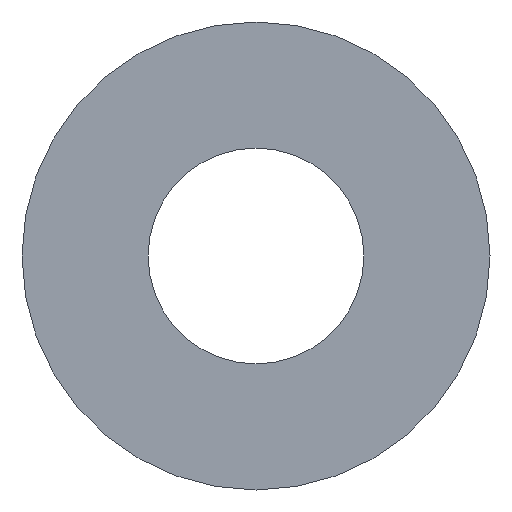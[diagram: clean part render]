
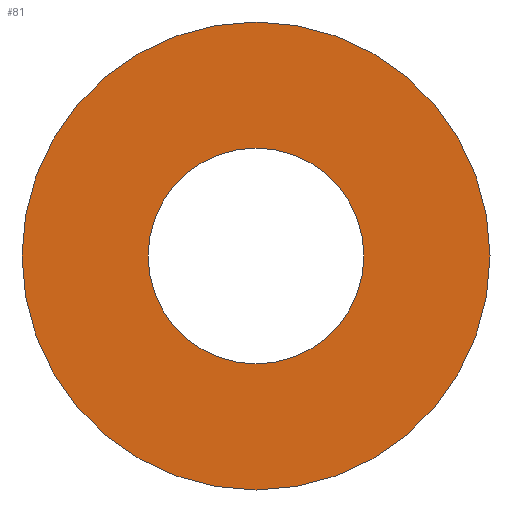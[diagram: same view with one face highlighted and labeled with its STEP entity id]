
A CAD part, front view. The second image highlights one B-rep face of the part: STEP entity #81.
In plain terms, the highlighted planar face has unit normal (0, -1, 0).
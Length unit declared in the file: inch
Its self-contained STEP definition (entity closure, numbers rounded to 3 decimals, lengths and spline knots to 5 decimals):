
#21=FACE_BOUND('',#28,.T.);
#23=FACE_OUTER_BOUND('',#27,.T.);
#27=EDGE_LOOP('',(#59,#60));
#28=EDGE_LOOP('',(#61,#62));
#33=CIRCLE('',#106,0.1875);
#34=CIRCLE('',#107,0.1875);
#35=CIRCLE('',#108,0.0865);
#36=CIRCLE('',#109,0.0865);
#41=VERTEX_POINT('',#147);
#42=VERTEX_POINT('',#148);
#43=VERTEX_POINT('',#151);
#44=VERTEX_POINT('',#152);
#49=EDGE_CURVE('',#41,#42,#33,.T.);
#50=EDGE_CURVE('',#42,#41,#34,.T.);
#51=EDGE_CURVE('',#43,#44,#35,.T.);
#52=EDGE_CURVE('',#44,#43,#36,.T.);
#59=ORIENTED_EDGE('',*,*,#49,.F.);
#60=ORIENTED_EDGE('',*,*,#50,.F.);
#61=ORIENTED_EDGE('',*,*,#51,.T.);
#62=ORIENTED_EDGE('',*,*,#52,.T.);
#79=PLANE('',#105);
#81=ADVANCED_FACE('',(#23,#21),#79,.F.);
#105=AXIS2_PLACEMENT_3D('',#146,#119,#120);
#106=AXIS2_PLACEMENT_3D('',#149,#121,#122);
#107=AXIS2_PLACEMENT_3D('',#150,#123,#124);
#108=AXIS2_PLACEMENT_3D('',#153,#125,#126);
#109=AXIS2_PLACEMENT_3D('',#154,#127,#128);
#119=DIRECTION('center_axis',(0.,1.,0.));
#120=DIRECTION('ref_axis',(0.,0.,1.));
#121=DIRECTION('center_axis',(0.,1.,0.));
#122=DIRECTION('ref_axis',(0.,0.,1.));
#123=DIRECTION('center_axis',(0.,1.,0.));
#124=DIRECTION('ref_axis',(0.,0.,1.));
#125=DIRECTION('center_axis',(0.,1.,0.));
#126=DIRECTION('ref_axis',(0.,0.,1.));
#127=DIRECTION('center_axis',(0.,1.,0.));
#128=DIRECTION('ref_axis',(0.,0.,1.));
#146=CARTESIAN_POINT('Origin',(0.,0.,0.));
#147=CARTESIAN_POINT('',(0.,0.,-0.1875));
#148=CARTESIAN_POINT('',(0.,0.,0.1875));
#149=CARTESIAN_POINT('Origin',(0.,0.,0.));
#150=CARTESIAN_POINT('Origin',(0.,0.,0.));
#151=CARTESIAN_POINT('',(0.,0.,-0.0865));
#152=CARTESIAN_POINT('',(0.,0.,0.0865));
#153=CARTESIAN_POINT('Origin',(0.,0.,0.));
#154=CARTESIAN_POINT('Origin',(0.,0.,0.));
